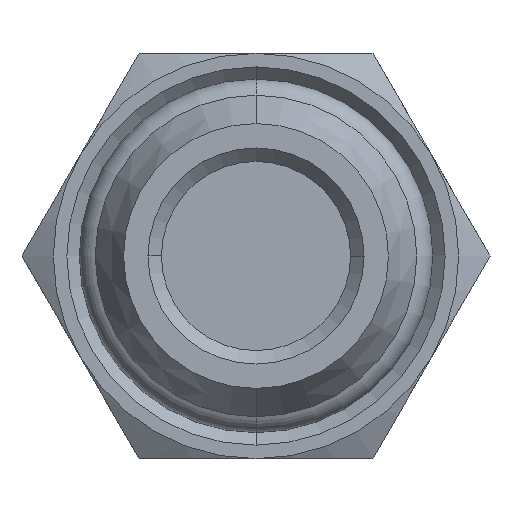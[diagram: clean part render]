
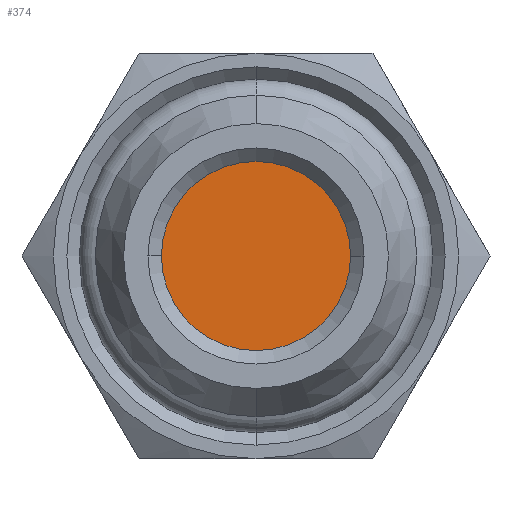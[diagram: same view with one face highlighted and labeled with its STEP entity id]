
A CAD part, front view. The second image highlights one B-rep face of the part: STEP entity #374.
In plain terms, the highlighted planar face has unit normal (0, -1, 0).
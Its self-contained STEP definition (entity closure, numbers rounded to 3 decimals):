
#80 = CARTESIAN_POINT ( 'NONE',  ( 0., 1.215, 0. ) ) ;
#81 = DIRECTION ( 'NONE',  ( 0., -1., 0. ) ) ;
#82 = DIRECTION ( 'NONE',  ( 1., 0., 0. ) ) ;
#199 = FACE_OUTER_BOUND ( 'NONE', #563, .T. ) ;
#258 = AXIS2_PLACEMENT_3D ( 'NONE', #1615, #1616, #1617 ) ;
#267 = AXIS2_PLACEMENT_3D ( 'NONE', #80, #81, #82 ) ;
#374 = ADVANCED_FACE ( 'NONE', ( #199 ), #2411, .T. ) ;
#563 = EDGE_LOOP ( 'NONE', ( #1734, #1735 ) ) ;
#1098 = CIRCLE ( 'NONE', #258, 3.5 ) ;
#1126 = VERTEX_POINT ( 'NONE', #2774 ) ;
#1127 = VERTEX_POINT ( 'NONE', #2775 ) ;
#1615 = CARTESIAN_POINT ( 'NONE',  ( 0., 1.215, 0. ) ) ;
#1616 = DIRECTION ( 'NONE',  ( 0., -1., 0. ) ) ;
#1617 = DIRECTION ( 'NONE',  ( 1., 0., 0. ) ) ;
#1679 = EDGE_CURVE ( 'NONE', #1127, #1126, #1098, .T. ) ;
#1734 = ORIENTED_EDGE ( 'NONE', *, *, #2082, .T. ) ;
#1735 = ORIENTED_EDGE ( 'NONE', *, *, #1679, .T. ) ;
#2013 = CIRCLE ( 'NONE', #267, 3.5 ) ;
#2082 = EDGE_CURVE ( 'NONE', #1126, #1127, #2013, .T. ) ;
#2122 = AXIS2_PLACEMENT_3D ( 'NONE', #2410, #2413, #2414 ) ;
#2410 = CARTESIAN_POINT ( 'NONE',  ( 0., 1.215, 0. ) ) ;
#2411 = PLANE ( 'NONE',  #2122 ) ;
#2413 = DIRECTION ( 'NONE',  ( 0., -1., 0. ) ) ;
#2414 = DIRECTION ( 'NONE',  ( 1., 0., 0. ) ) ;
#2774 = CARTESIAN_POINT ( 'NONE',  ( -3.5, 1.215, 0. ) ) ;
#2775 = CARTESIAN_POINT ( 'NONE',  ( 3.5, 1.215, 0. ) ) ;
